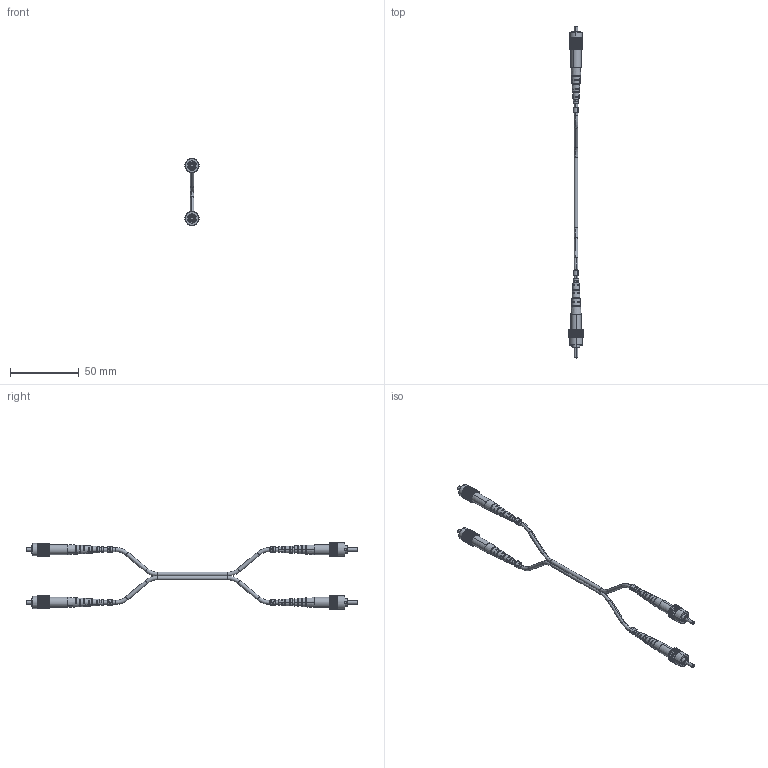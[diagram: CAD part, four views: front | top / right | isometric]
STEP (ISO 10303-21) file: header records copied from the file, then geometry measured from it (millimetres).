
FILE_DESCRIPTION (( 'STEP AP203' ), '1' );
FILE_NAME ('SFODST-FC.STEP', '2006-06-23T20:19:50', ( 'lcom' ), ( 'lcom' ), 'SwSTEP 2.0', 'SolidWorks 2006004', '' );
FILE_SCHEMA (( 'CONFIG_CONTROL_DESIGN' ));
Length unit declared in the file: inch
Products named in the file (11): CONN-351-102-71-MA2; CONN-351-102-71-MA1; LBL-C3P-B; N602-INS-ZC-10C; CONN-95-200-06-BP3B; LBL-C3P-A; SFODST-FC; CONN-95-200-06-BP3B-MA1; CONN-95-200-06-BP3B-MA2; CONN-95-200-06-BP3B-MA3; CONN-351-102-71
Assembly tree (14 placements, depth 3):
  SFODST-FC
    LBL-C3P-B  x2
    CONN-351-102-71  x2
      CONN-351-102-71-MA1
      CONN-351-102-71-MA2
    N602-INS-ZC-10C
    CONN-95-200-06-BP3B  x2
      CONN-95-200-06-BP3B-MA3
      CONN-95-200-06-BP3B-MA2
      CONN-95-200-06-BP3B-MA1
    LBL-C3P-A  x2
Bounding box: 10.3 x 240.62 x 48.6 mm (x, y, z)
Volume: 7567.9 mm3; surface area: 14282.5 mm2
Topology: 15 solids, 15 shells, 1277 faces, 3735 edges, 2474 vertices
Faces by surface type: plane 948, cylinder 255, cone 36, torus 20, bspline 18
Entity records: 24322 total; most frequent: CARTESIAN_POINT 5389, ORIENTED_EDGE 3814, DIRECTION 3586, EDGE_CURVE 1907, VECTOR 1278, LINE 1278, VERTEX_POINT 1258, AXIS2_PLACEMENT_3D 1154
